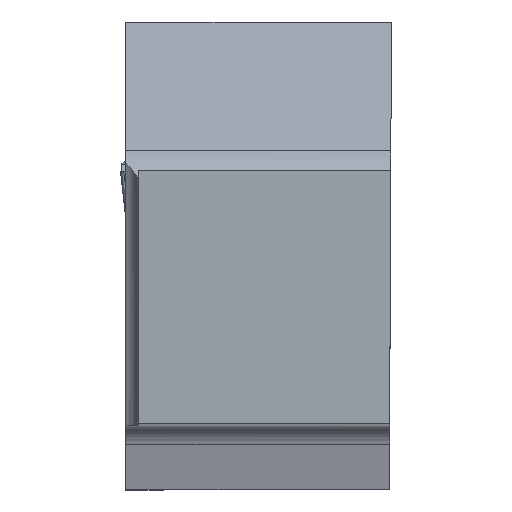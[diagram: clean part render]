
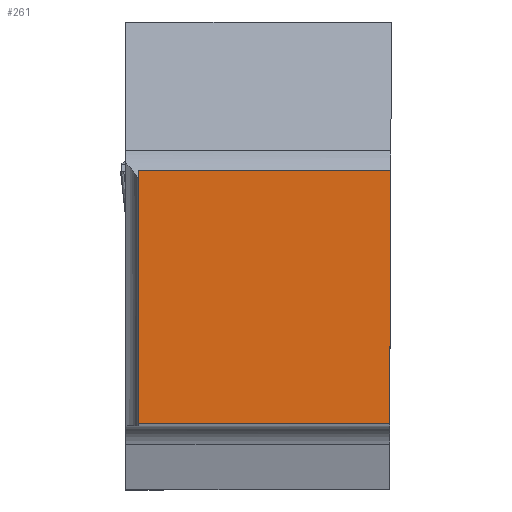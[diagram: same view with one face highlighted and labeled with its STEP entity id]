
A CAD part, top view. The second image highlights one B-rep face of the part: STEP entity #261.
In plain terms, the highlighted planar face has unit normal (0, 0, 1).
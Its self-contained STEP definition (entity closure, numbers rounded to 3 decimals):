
#261=ADVANCED_FACE('CU_BACK_SU1',(#417),#361,.F.);
#361=PLANE('',#2031);
#417=FACE_OUTER_BOUND('',#522,.T.);
#522=EDGE_LOOP('',(#770,#771,#772,#773));
#770=ORIENTED_EDGE('',*,*,#1456,.T.);
#771=ORIENTED_EDGE('',*,*,#1425,.T.);
#772=ORIENTED_EDGE('',*,*,#1431,.T.);
#773=ORIENTED_EDGE('',*,*,#1457,.F.);
#1244=VERTEX_POINT('',#2664);
#1245=VERTEX_POINT('',#2666);
#1249=VERTEX_POINT('',#2676);
#1262=VERTEX_POINT('',#2749);
#1425=EDGE_CURVE('',#1245,#1244,#1691,.T.);
#1431=EDGE_CURVE('',#1244,#1249,#1696,.T.);
#1456=EDGE_CURVE('',#1262,#1245,#1713,.T.);
#1457=EDGE_CURVE('',#1262,#1249,#1714,.T.);
#1691=LINE('',#2665,#1841);
#1696=LINE('',#2677,#1846);
#1713=LINE('',#2748,#1863);
#1714=LINE('',#2750,#1864);
#1841=VECTOR('',#2213,1.);
#1846=VECTOR('',#2222,1.);
#1863=VECTOR('',#2275,1.);
#1864=VECTOR('',#2276,1.);
#2031=AXIS2_PLACEMENT_3D('',#2751,#2277,#2278);
#2213=DIRECTION('',(0.004,1.,0.));
#2222=DIRECTION('',(-1.,0.,0.));
#2275=DIRECTION('',(1.,0.,0.));
#2276=DIRECTION('',(0.,1.,0.));
#2277=DIRECTION('',(0.,0.,-1.));
#2278=DIRECTION('',(0.,-1.,0.));
#2664=CARTESIAN_POINT('',(0.,15.875,0.));
#2665=CARTESIAN_POINT('',(0.088,35.974,0.));
#2666=CARTESIAN_POINT('',(-0.069,0.,0.));
#2676=CARTESIAN_POINT('',(-15.875,15.875,0.));
#2677=CARTESIAN_POINT('',(22.794,15.875,0.));
#2748=CARTESIAN_POINT('',(22.794,0.,0.));
#2749=CARTESIAN_POINT('',(-15.875,0.,0.));
#2750=CARTESIAN_POINT('',(-15.875,35.875,0.));
#2751=CARTESIAN_POINT('',(22.794,35.875,0.));
